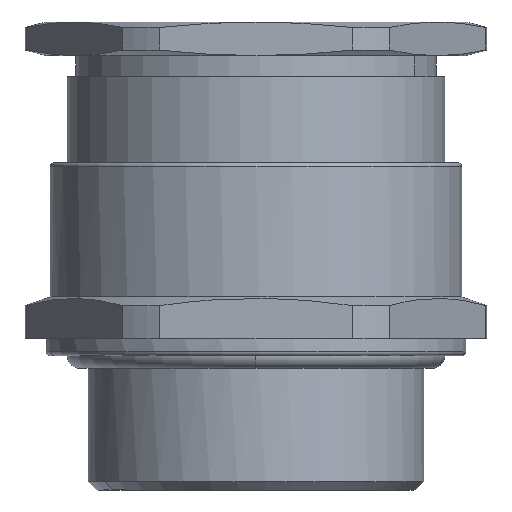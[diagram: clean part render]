
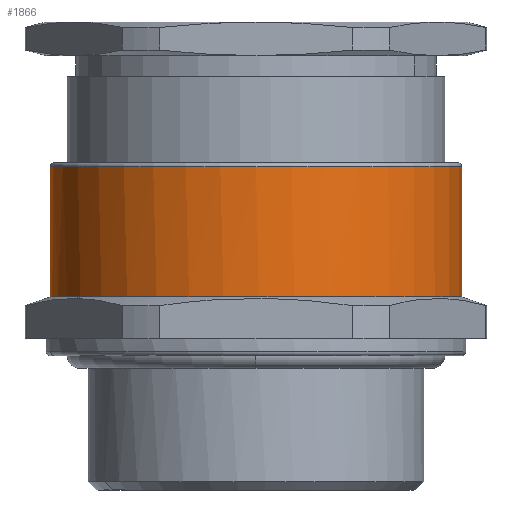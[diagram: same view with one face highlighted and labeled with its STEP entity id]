
A CAD part, left-side view. The second image highlights one B-rep face of the part: STEP entity #1866.
In plain terms, the highlighted cylindrical face has radius 24.5 mm (diameter 49 mm), a partial arc.
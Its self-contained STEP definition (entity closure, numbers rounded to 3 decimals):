
#1667=AXIS2_PLACEMENT_3D('Circle Axis2P3D',#1665,#1666,$) ;
#1845=AXIS2_PLACEMENT_3D('Cylinder Axis2P3D',#1842,#1843,#1844) ;
#1849=AXIS2_PLACEMENT_3D('Circle Axis2P3D',#1847,#1848,$) ;
#1856=AXIS2_PLACEMENT_3D('Circle Axis2P3D',#1854,#1855,$) ;
#1621=CARTESIAN_POINT('Vertex',(25.,3.,38.5)) ;
#1645=CARTESIAN_POINT('Vertex',(25.,52.,38.5)) ;
#1665=CARTESIAN_POINT('Axis2P3D Location',(25.,27.5,38.5)) ;
#1807=CARTESIAN_POINT('Line Origine',(25.,3.,31.)) ;
#1811=CARTESIAN_POINT('Vertex',(25.,3.,23.)) ;
#1825=CARTESIAN_POINT('Vertex',(25.,52.,23.)) ;
#1828=CARTESIAN_POINT('Line Origine',(25.,52.,31.)) ;
#1842=CARTESIAN_POINT('Axis2P3D Location',(25.,27.5,31.)) ;
#1847=CARTESIAN_POINT('Axis2P3D Location',(25.,27.5,23.)) ;
#1851=CARTESIAN_POINT('Vertex',(12.253,48.423,23.)) ;
#1854=CARTESIAN_POINT('Axis2P3D Location',(25.,27.5,23.)) ;
#1666=DIRECTION('Axis2P3D Direction',(-0.,0.,-1.)) ;
#1808=DIRECTION('Vector Direction',(0.,0.,1.)) ;
#1829=DIRECTION('Vector Direction',(0.,0.,1.)) ;
#1843=DIRECTION('Axis2P3D Direction',(0.,0.,1.)) ;
#1844=DIRECTION('Axis2P3D XDirection',(0.,1.,0.)) ;
#1848=DIRECTION('Axis2P3D Direction',(0.,0.,1.)) ;
#1855=DIRECTION('Axis2P3D Direction',(0.,0.,1.)) ;
#1809=VECTOR('Line Direction',#1808,1.) ;
#1830=VECTOR('Line Direction',#1829,1.) ;
#1860=ORIENTED_EDGE('',*,*,#1832,.T.) ;
#1861=ORIENTED_EDGE('',*,*,#1853,.T.) ;
#1862=ORIENTED_EDGE('',*,*,#1858,.T.) ;
#1863=ORIENTED_EDGE('',*,*,#1813,.F.) ;
#1864=ORIENTED_EDGE('',*,*,#1669,.F.) ;
#1866=ADVANCED_FACE('PartBody',(#1865),#1846,.T.) ;
#1668=CIRCLE('generated circle',#1667,24.5) ;
#1850=CIRCLE('generated circle',#1849,24.5) ;
#1857=CIRCLE('generated circle',#1856,24.5) ;
#1846=CYLINDRICAL_SURFACE('generated cylinder',#1845,24.5) ;
#1669=EDGE_CURVE('',#1646,#1622,#1668,.F.) ;
#1813=EDGE_CURVE('',#1622,#1812,#1810,.F.) ;
#1832=EDGE_CURVE('',#1646,#1826,#1831,.F.) ;
#1853=EDGE_CURVE('',#1826,#1852,#1850,.T.) ;
#1858=EDGE_CURVE('',#1852,#1812,#1857,.T.) ;
#1859=EDGE_LOOP('',(#1860,#1861,#1862,#1863,#1864)) ;
#1865=FACE_OUTER_BOUND('',#1859,.T.) ;
#1810=LINE('Line',#1807,#1809) ;
#1831=LINE('Line',#1828,#1830) ;
#1622=VERTEX_POINT('',#1621) ;
#1646=VERTEX_POINT('',#1645) ;
#1812=VERTEX_POINT('',#1811) ;
#1826=VERTEX_POINT('',#1825) ;
#1852=VERTEX_POINT('',#1851) ;
